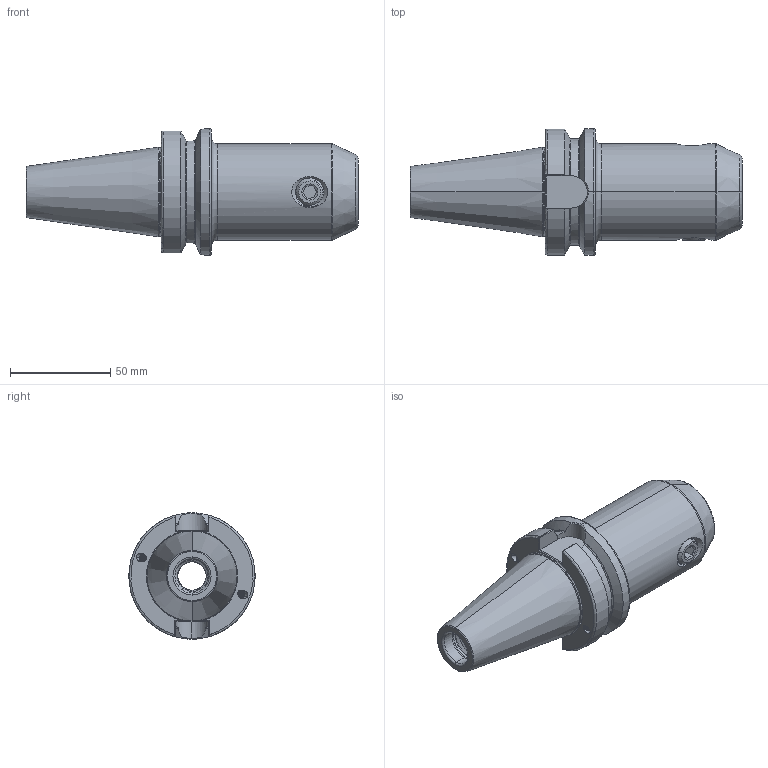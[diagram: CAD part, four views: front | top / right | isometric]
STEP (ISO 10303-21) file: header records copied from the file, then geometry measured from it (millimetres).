
FILE_DESCRIPTION (( 'STEP AP203' ), '1' );
FILE_NAME ('406.04.16.1.STEP', '2016-08-05T09:48:49', ( '' ), ( '' ), 'SwSTEP 2.0', 'SolidWorks 2012', '' );
FILE_SCHEMA (( 'CONFIG_CONTROL_DESIGN' ));
Length unit declared in the file: millimetre
Products named in the file (3): 406.04.16.1; 側固14_M14x2_16L
Assembly tree (2 placements, depth 2):
  406.04.16.1
    406.04.16.1
    側固14_M14x2_16L
Bounding box: 165.4 x 63 x 63 mm (x, y, z)
Volume: 229890.3 mm3; surface area: 39962.6 mm2
Topology: 2 solids, 2 shells, 240 faces, 632 edges, 401 vertices
Faces by surface type: cylinder 110, plane 44, cone 29, torus 28, bspline 27, sphere 2
Entity records: 20748 total; most frequent: CARTESIAN_POINT 15316, ORIENTED_EDGE 1260, DIRECTION 887, EDGE_CURVE 630, VERTEX_POINT 401, AXIS2_PLACEMENT_3D 349, EDGE_LOOP 255, FACE_OUTER_BOUND 240
